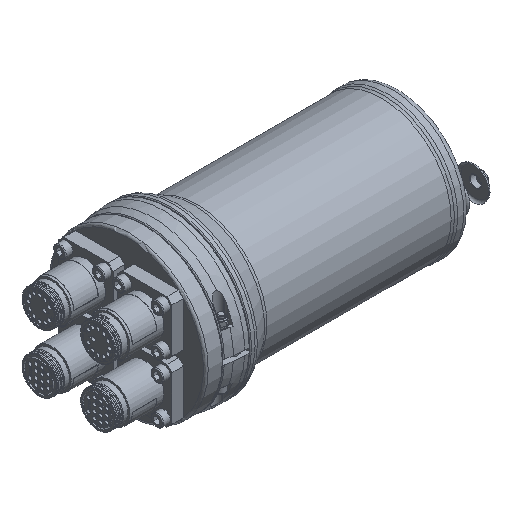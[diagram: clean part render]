
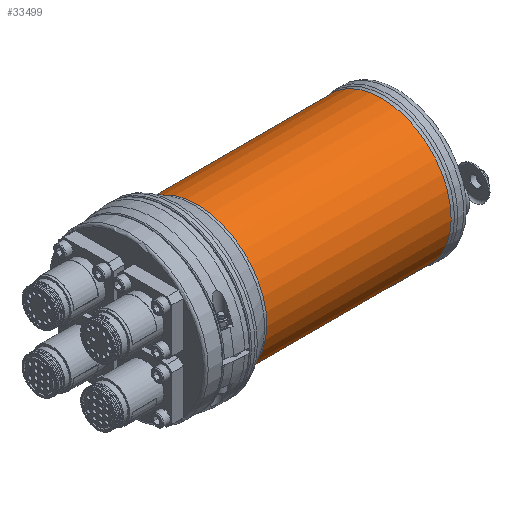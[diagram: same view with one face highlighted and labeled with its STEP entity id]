
A CAD part, isometric view. The second image highlights one B-rep face of the part: STEP entity #33499.
In plain terms, the highlighted cylindrical face has radius 57 mm (diameter 114 mm), a full revolution.
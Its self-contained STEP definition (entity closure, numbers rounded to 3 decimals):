
#444=CYLINDRICAL_SURFACE('',#35339,57.);
#3834=FACE_OUTER_BOUND('',#5761,.T.);
#5761=EDGE_LOOP('',(#27104,#27105,#27106,#27107,#27108,#27109,#27110,#27111));
#6706=CIRCLE('',#35266,57.);
#6708=CIRCLE('',#35268,57.);
#6709=CIRCLE('',#35269,57.);
#6761=CIRCLE('',#35340,57.);
#6762=CIRCLE('',#35341,57.);
#6763=CIRCLE('',#35342,57.);
#8888=LINE('',#62358,#11520);
#11520=VECTOR('',#40503,57.);
#14519=VERTEX_POINT('',#62234);
#14520=VERTEX_POINT('',#62235);
#14521=VERTEX_POINT('',#62238);
#14561=VERTEX_POINT('',#62357);
#14562=VERTEX_POINT('',#62359);
#14563=VERTEX_POINT('',#62361);
#18835=EDGE_CURVE('',#14519,#14520,#6706,.T.);
#18837=EDGE_CURVE('',#14520,#14521,#6708,.T.);
#18838=EDGE_CURVE('',#14521,#14519,#6709,.T.);
#18897=EDGE_CURVE('',#14521,#14561,#8888,.T.);
#18898=EDGE_CURVE('',#14562,#14561,#6761,.T.);
#18899=EDGE_CURVE('',#14563,#14562,#6762,.T.);
#18900=EDGE_CURVE('',#14561,#14563,#6763,.T.);
#27104=ORIENTED_EDGE('',*,*,#18835,.F.);
#27105=ORIENTED_EDGE('',*,*,#18838,.F.);
#27106=ORIENTED_EDGE('',*,*,#18897,.T.);
#27107=ORIENTED_EDGE('',*,*,#18898,.F.);
#27108=ORIENTED_EDGE('',*,*,#18899,.F.);
#27109=ORIENTED_EDGE('',*,*,#18900,.F.);
#27110=ORIENTED_EDGE('',*,*,#18897,.F.);
#27111=ORIENTED_EDGE('',*,*,#18837,.F.);
#33499=ADVANCED_FACE('',(#3834),#444,.T.);
#35266=AXIS2_PLACEMENT_3D('',#62236,#40348,#40349);
#35268=AXIS2_PLACEMENT_3D('',#62239,#40352,#40353);
#35269=AXIS2_PLACEMENT_3D('',#62240,#40354,#40355);
#35339=AXIS2_PLACEMENT_3D('',#62356,#40501,#40502);
#35340=AXIS2_PLACEMENT_3D('',#62360,#40504,#40505);
#35341=AXIS2_PLACEMENT_3D('',#62362,#40506,#40507);
#35342=AXIS2_PLACEMENT_3D('',#62363,#40508,#40509);
#40348=DIRECTION('center_axis',(1.,0.,0.));
#40349=DIRECTION('ref_axis',(0.,0.018,-1.));
#40352=DIRECTION('center_axis',(1.,0.,0.));
#40353=DIRECTION('ref_axis',(0.,0.018,-1.));
#40354=DIRECTION('center_axis',(1.,0.,0.));
#40355=DIRECTION('ref_axis',(0.,0.018,-1.));
#40501=DIRECTION('center_axis',(1.,0.,0.));
#40502=DIRECTION('ref_axis',(0.,0.018,-1.));
#40503=DIRECTION('',(-1.,0.,0.));
#40504=DIRECTION('center_axis',(-1.,0.,0.));
#40505=DIRECTION('ref_axis',(0.,-0.018,1.));
#40506=DIRECTION('center_axis',(-1.,0.,0.));
#40507=DIRECTION('ref_axis',(0.,-0.018,1.));
#40508=DIRECTION('center_axis',(-1.,0.,0.));
#40509=DIRECTION('ref_axis',(0.,-0.018,1.));
#62234=CARTESIAN_POINT('',(208.341,1.009,-56.991));
#62235=CARTESIAN_POINT('',(208.341,56.991,1.009));
#62236=CARTESIAN_POINT('Origin',(208.341,0.,
0.));
#62238=CARTESIAN_POINT('',(208.341,-1.009,56.991));
#62239=CARTESIAN_POINT('Origin',(208.341,0.,
0.));
#62240=CARTESIAN_POINT('Origin',(208.341,0.,
0.));
#62356=CARTESIAN_POINT('Origin',(132.248,0.,
0.));
#62357=CARTESIAN_POINT('',(57.494,-1.009,56.991));
#62358=CARTESIAN_POINT('',(132.248,-1.009,56.991));
#62359=CARTESIAN_POINT('',(57.494,1.009,-56.991));
#62360=CARTESIAN_POINT('Origin',(57.494,0.,0.));
#62361=CARTESIAN_POINT('',(57.494,56.991,1.009));
#62362=CARTESIAN_POINT('Origin',(57.494,0.,0.));
#62363=CARTESIAN_POINT('Origin',(57.494,0.,0.));
